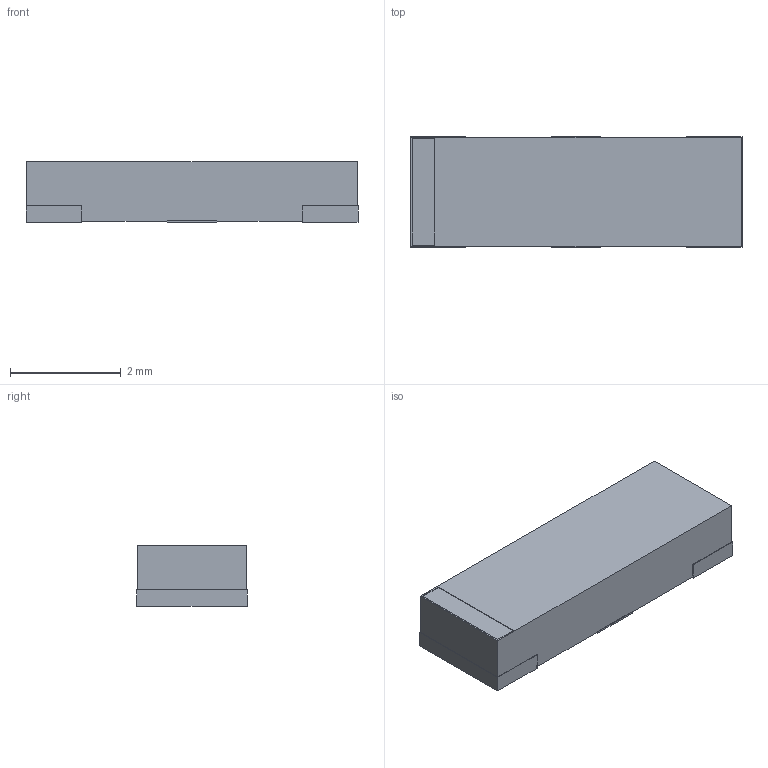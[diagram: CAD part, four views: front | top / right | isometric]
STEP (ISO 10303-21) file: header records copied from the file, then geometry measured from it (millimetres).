
FILE_DESCRIPTION(/* description */ ('model of AVX_M620720'),/* implementation_level */ '2;1');
FILE_NAME(/* name */ 'AVX_M620720.step',/* time_stamp */ '2020-05-04T10:29:58',/* author */ ('kicad StepUp','ksu'),/* organization */ ('FreeCAD'),/* preprocessor_version */ 'OCC',/* originating_system */ 'kicad StepUp',/* authorisation */ '');
FILE_SCHEMA(('AUTOMOTIVE_DESIGN { 1 0 10303 214 1 1 1 1 }'));
Length unit declared in the file: millimetre
Products named in the file (1): AVX_M620720
Bounding box: 6 x 2 x 1.1 mm (x, y, z)
Volume: 12.9 mm3; surface area: 41.5 mm2
Topology: 1 solids, 1 shells, 31 faces, 84 edges, 56 vertices
Faces by surface type: plane 31
Entity records: 1189 total; most frequent: CARTESIAN_POINT 172, ORIENTED_EDGE 168, DIRECTION 148, EDGE_CURVE 84, LINE 84, VECTOR 84, VERTEX_POINT 56, AXIS2_PLACEMENT_3D 32
